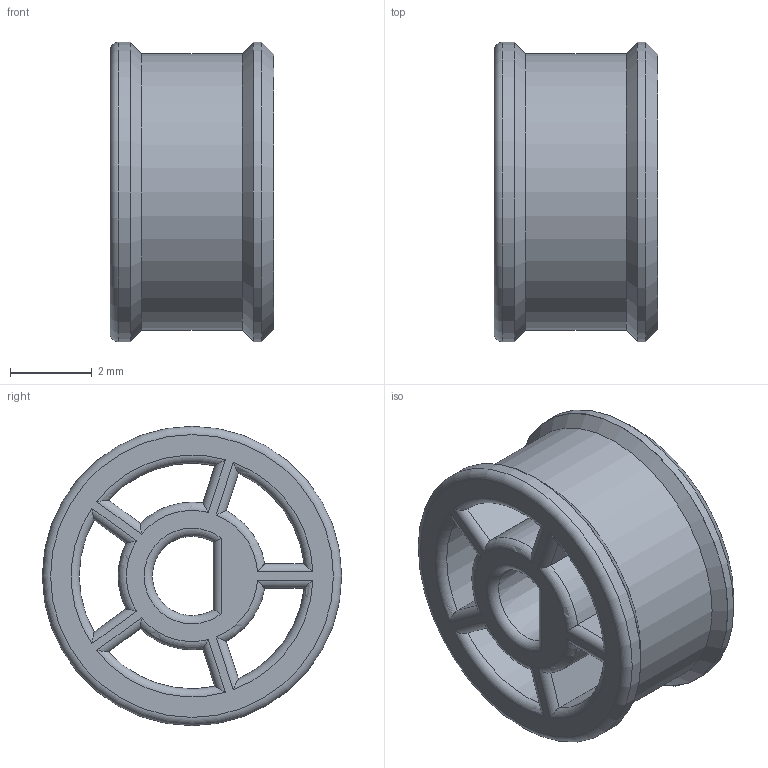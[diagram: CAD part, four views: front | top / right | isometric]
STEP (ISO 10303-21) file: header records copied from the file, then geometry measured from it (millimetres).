
FILE_DESCRIPTION(/* description */ ('','CAx-IF Rec.Pracs.---Representation and Presentation of Product Manufacturing Information (PMI)---4.0---2014-10-13'),/* implementation_level */ '2;1');
FILE_NAME(/* name */ 'Micro Racer Wheel 331512.step',/* time_stamp */ '2025-03-31T17:12:24-05:00',/* author */ (''),/* organization */ (''),/* preprocessor_version */ 'ST-DEVELOPER v20',/* originating_system */ 'Autodesk Translation Framework v13.20.0.188',/* authorisation */ '');
FILE_SCHEMA (('AP242_MANAGED_MODEL_BASED_3D_ENGINEERING_MIM_LF { 1 0 10303 442 1 1 4 }'));
Length unit declared in the file: millimetre
Products named in the file (2): Rover; wheels and tires
Assembly tree (1 placements, depth 2):
  Rover
    wheels and tires
Bounding box: 4 x 7.3 x 7.3 mm (x, y, z)
Volume: 94.8 mm3; surface area: 291.8 mm2
Topology: 1 solids, 1 shells, 57 faces, 132 edges, 79 vertices
Faces by surface type: cylinder 24, plane 16, torus 12, cone 5
Full cylindrical faces by diameter (mm): 6.75 x1, 7.3 x2
Entity records: 1924 total; most frequent: CARTESIAN_POINT 569, DIRECTION 272, ORIENTED_EDGE 264, EDGE_CURVE 132, AXIS2_PLACEMENT_3D 106, VERTEX_POINT 79, EDGE_LOOP 71, LINE 60
